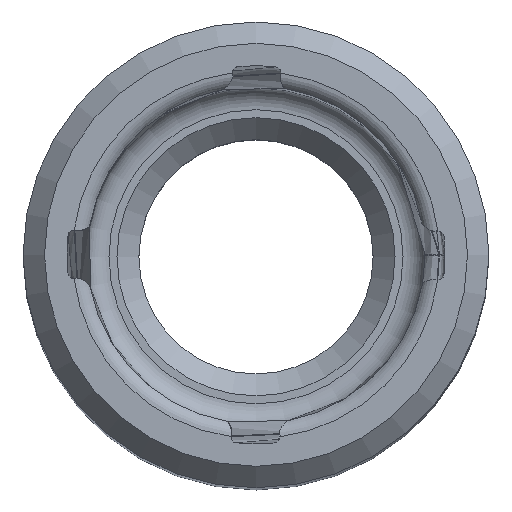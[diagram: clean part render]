
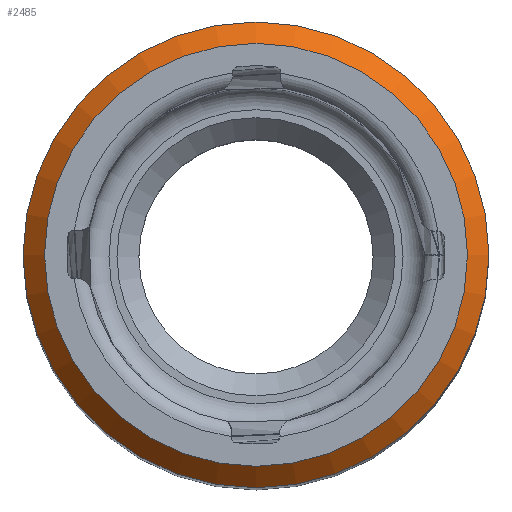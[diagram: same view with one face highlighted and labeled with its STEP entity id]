
A CAD part, top view. The second image highlights one B-rep face of the part: STEP entity #2485.
In plain terms, the highlighted conical face has half-angle 45 degrees and reference radius 20.245 mm.
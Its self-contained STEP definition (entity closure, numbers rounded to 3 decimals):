
#512=FACE_OUTER_BOUND('',#675,.T.);
#675=EDGE_LOOP('',(#2144,#2145,#2146,#2147,#2148));
#796=LINE('',#6983,#883);
#883=VECTOR('',#3110,20.245);
#952=CIRCLE('',#2695,21.22);
#953=CIRCLE('',#2696,21.22);
#954=CIRCLE('',#2699,19.27);
#1156=VERTEX_POINT('',#6974);
#1157=VERTEX_POINT('',#6976);
#1158=VERTEX_POINT('',#6982);
#1495=EDGE_CURVE('',#1157,#1156,#952,.T.);
#1496=EDGE_CURVE('',#1156,#1157,#953,.T.);
#1498=EDGE_CURVE('',#1157,#1158,#796,.T.);
#1499=EDGE_CURVE('',#1158,#1158,#954,.T.);
#2144=ORIENTED_EDGE('',*,*,#1495,.T.);
#2145=ORIENTED_EDGE('',*,*,#1496,.T.);
#2146=ORIENTED_EDGE('',*,*,#1498,.T.);
#2147=ORIENTED_EDGE('',*,*,#1499,.T.);
#2148=ORIENTED_EDGE('',*,*,#1498,.F.);
#2374=CONICAL_SURFACE('',#2698,20.245,0.785);
#2485=ADVANCED_FACE('',(#512),#2374,.T.);
#2695=AXIS2_PLACEMENT_3D('',#6977,#3101,#3102);
#2696=AXIS2_PLACEMENT_3D('',#6978,#3103,#3104);
#2698=AXIS2_PLACEMENT_3D('',#6981,#3108,#3109);
#2699=AXIS2_PLACEMENT_3D('',#6984,#3111,#3112);
#3101=DIRECTION('center_axis',(0.,0.,
1.));
#3102=DIRECTION('ref_axis',(1.,0.,0.));
#3103=DIRECTION('center_axis',(0.,0.,
1.));
#3104=DIRECTION('ref_axis',(1.,0.,0.));
#3108=DIRECTION('center_axis',(0.,0.,
-1.));
#3109=DIRECTION('ref_axis',(1.,0.,0.));
#3110=DIRECTION('',(0.707,0.,0.707));
#3111=DIRECTION('center_axis',(0.,0.,
-1.));
#3112=DIRECTION('ref_axis',(1.,0.,0.));
#6974=CARTESIAN_POINT('',(21.22,0.,113.05));
#6976=CARTESIAN_POINT('',(-21.22,0.,113.05));
#6977=CARTESIAN_POINT('Origin',(0.,0.,
113.05));
#6978=CARTESIAN_POINT('Origin',(0.,0.,
113.05));
#6981=CARTESIAN_POINT('Origin',(0.,0.,
114.025));
#6982=CARTESIAN_POINT('',(-19.27,0.,115.));
#6983=CARTESIAN_POINT('',(-20.245,0.,114.025));
#6984=CARTESIAN_POINT('Origin',(0.,0.,
115.));
